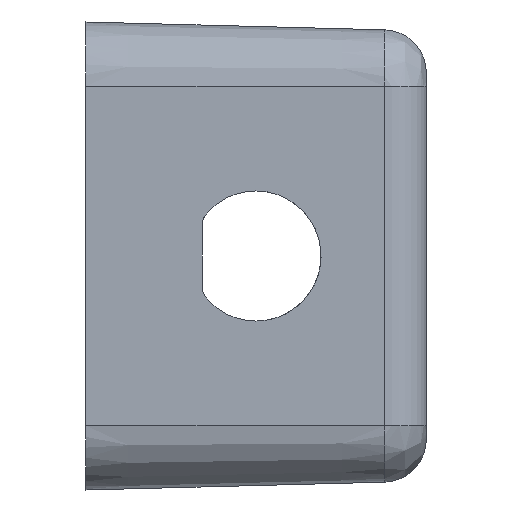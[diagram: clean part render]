
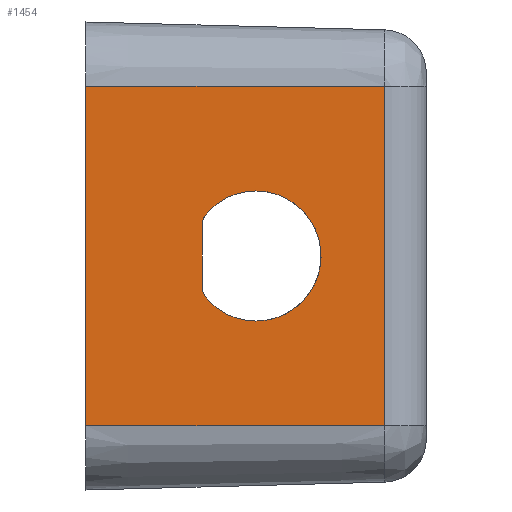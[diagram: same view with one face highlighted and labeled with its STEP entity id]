
A CAD part, left-side view. The second image highlights one B-rep face of the part: STEP entity #1454.
In plain terms, the highlighted planar face has unit normal (-1, -0.026, 0).
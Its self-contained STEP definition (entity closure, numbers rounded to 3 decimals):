
#66 = EDGE_CURVE ( 'NONE', #2349, #985, #2672, .T. ) ;
#124 = CARTESIAN_POINT ( 'NONE',  ( -44.222, -8.7, 2.413 ) ) ;
#148 = LINE ( 'NONE', #534, #644 ) ;
#167 = VERTEX_POINT ( 'NONE', #2417 ) ;
#195 = CARTESIAN_POINT ( 'NONE',  ( -44.222, -8.7, 2.413 ) ) ;
#242 = CARTESIAN_POINT ( 'NONE',  ( -44.117, -12.7, 4.85 ) ) ;
#258 = PLANE ( 'NONE',  #1732 ) ;
#262 = ORIENTED_EDGE ( 'NONE', *, *, #348, .T. ) ;
#274 = CARTESIAN_POINT ( 'NONE',  ( -44.117, -12.7, -4.85 ) ) ;
#277 = DIRECTION ( 'NONE',  ( 0.026, -1., 0. ) ) ;
#315 = ORIENTED_EDGE ( 'NONE', *, *, #2908, .F. ) ;
#321 = CARTESIAN_POINT ( 'NONE',  ( -44.222, -8.7, -2.413 ) ) ;
#323 = CARTESIAN_POINT ( 'NONE',  ( -44.45, 0., 12.65 ) ) ;
#348 = EDGE_CURVE ( 'NONE', #167, #1245, #738, .T. ) ;
#366 = DIRECTION ( 'NONE',  ( -0.026, 1., 0. ) ) ;
#386 = EDGE_CURVE ( 'NONE', #2344, #1562, #396, .T. ) ;
#389 = CARTESIAN_POINT ( 'NONE',  ( -44.45, 0., 12.65 ) ) ;
#396 =( BOUNDED_CURVE ( )  B_SPLINE_CURVE ( 3, ( #1148, #1098, #2502, #242 ),
 .UNSPECIFIED., .F., .F. ) 
 B_SPLINE_CURVE_WITH_KNOTS ( ( 4, 4 ),
 ( 0.677, 1.571 ),
 .UNSPECIFIED. ) 
 CURVE ( )  GEOMETRIC_REPRESENTATION_ITEM ( )  RATIONAL_B_SPLINE_CURVE ( ( 1., 0.935, 0.935, 1. ) ) 
 REPRESENTATION_ITEM ( '' )  );
#398 = EDGE_CURVE ( 'NONE', #985, #167, #148, .T. ) ;
#404 = DIRECTION ( 'NONE',  ( 0., 0., 1. ) ) ;
#435 = VECTOR ( 'NONE', #732, 1000. ) ;
#467 = CARTESIAN_POINT ( 'NONE',  ( -44.22, -8.776, -2.86 ) ) ;
#490 = ORIENTED_EDGE ( 'NONE', *, *, #2438, .T. ) ;
#497 = CARTESIAN_POINT ( 'NONE',  ( -44.117, -12.7, -4.85 ) ) ;
#527 = VERTEX_POINT ( 'NONE', #2360 ) ;
#534 = CARTESIAN_POINT ( 'NONE',  ( -44.45, 0., -12.65 ) ) ;
#626 = DIRECTION ( 'NONE',  ( -1., -0.026, 0. ) ) ;
#644 = VECTOR ( 'NONE', #2193, 1000. ) ;
#685 = CARTESIAN_POINT ( 'NONE',  ( -44.222, -8.7, -2.643 ) ) ;
#706 = ORIENTED_EDGE ( 'NONE', *, *, #1277, .T. ) ;
#710 = CARTESIAN_POINT ( 'NONE',  ( -43.863, -22.4, 4.85 ) ) ;
#714 = EDGE_CURVE ( 'NONE', #1744, #1982, #1037, .T. ) ;
#727 = ORIENTED_EDGE ( 'NONE', *, *, #386, .T. ) ;
#732 = DIRECTION ( 'NONE',  ( 0., 0., -1. ) ) ;
#738 = LINE ( 'NONE', #829, #2494 ) ;
#740 =( BOUNDED_CURVE ( )  B_SPLINE_CURVE ( 3, ( #1579, #710, #2653, #497 ),
 .UNSPECIFIED., .F., .F. ) 
 B_SPLINE_CURVE_WITH_KNOTS ( ( 4, 4 ),
 ( 1.571, 4.712 ),
 .UNSPECIFIED. ) 
 CURVE ( )  GEOMETRIC_REPRESENTATION_ITEM ( )  RATIONAL_B_SPLINE_CURVE ( ( 1., 0.333, 0.333, 1. ) ) 
 REPRESENTATION_ITEM ( '' )  );
#794 = ORIENTED_EDGE ( 'NONE', *, *, #66, .T. ) ;
#829 = CARTESIAN_POINT ( 'NONE',  ( -44.45, 0., -12.65 ) ) ;
#955 = VERTEX_POINT ( 'NONE', #195 ) ;
#985 = VERTEX_POINT ( 'NONE', #389 ) ;
#991 = ORIENTED_EDGE ( 'NONE', *, *, #2129, .T. ) ;
#1022 = CARTESIAN_POINT ( 'NONE',  ( -44.222, -8.7, 2.643 ) ) ;
#1037 =( BOUNDED_CURVE ( )  B_SPLINE_CURVE ( 3, ( #1070, #467, #685, #321 ),
 .UNSPECIFIED., .F., .F. ) 
 B_SPLINE_CURVE_WITH_KNOTS ( ( 4, 4 ),
 ( 5.606, 6.283 ),
 .UNSPECIFIED. ) 
 CURVE ( )  GEOMETRIC_REPRESENTATION_ITEM ( )  RATIONAL_B_SPLINE_CURVE ( ( 1., 0.962, 0.962, 1. ) ) 
 REPRESENTATION_ITEM ( '' )  );
#1060 = FACE_OUTER_BOUND ( 'NONE', #2431, .T. ) ;
#1070 = CARTESIAN_POINT ( 'NONE',  ( -44.216, -8.921, -3.04 ) ) ;
#1098 = CARTESIAN_POINT ( 'NONE',  ( -44.192, -9.858, 4.204 ) ) ;
#1148 = CARTESIAN_POINT ( 'NONE',  ( -44.216, -8.921, 3.04 ) ) ;
#1154 = CARTESIAN_POINT ( 'NONE',  ( -44.222, -8.7, -2.413 ) ) ;
#1245 = VERTEX_POINT ( 'NONE', #2828 ) ;
#1277 = EDGE_CURVE ( 'NONE', #1562, #527, #740, .T. ) ;
#1365 = CARTESIAN_POINT ( 'NONE',  ( -44.216, -8.921, 3.04 ) ) ;
#1418 = CARTESIAN_POINT ( 'NONE',  ( -44.157, -11.205, -4.85 ) ) ;
#1439 = VECTOR ( 'NONE', #366, 1000. ) ;
#1454 = ADVANCED_FACE ( 'NONE', ( #1060, #1503 ), #258, .T. ) ;
#1503 = FACE_BOUND ( 'NONE', #2395, .T. ) ;
#1562 = VERTEX_POINT ( 'NONE', #2264 ) ;
#1579 = CARTESIAN_POINT ( 'NONE',  ( -44.117, -12.7, 4.85 ) ) ;
#1691 = CARTESIAN_POINT ( 'NONE',  ( -43.866, -22.284, 12.65 ) ) ;
#1732 = AXIS2_PLACEMENT_3D ( 'NONE', #1909, #626, #2312 ) ;
#1744 = VERTEX_POINT ( 'NONE', #2569 ) ;
#1782 = CARTESIAN_POINT ( 'NONE',  ( -44.216, -8.921, 3.04 ) ) ;
#1784 = ORIENTED_EDGE ( 'NONE', *, *, #2843, .T. ) ;
#1908 = CARTESIAN_POINT ( 'NONE',  ( -44.222, -8.7, -12.65 ) ) ;
#1909 = CARTESIAN_POINT ( 'NONE',  ( -44.45, 0., -12.65 ) ) ;
#1982 = VERTEX_POINT ( 'NONE', #1154 ) ;
#2063 = LINE ( 'NONE', #2277, #435 ) ;
#2129 = EDGE_CURVE ( 'NONE', #1982, #955, #2616, .T. ) ;
#2190 = ORIENTED_EDGE ( 'NONE', *, *, #398, .T. ) ;
#2193 = DIRECTION ( 'NONE',  ( 0., 0., -1. ) ) ;
#2264 = CARTESIAN_POINT ( 'NONE',  ( -44.117, -12.7, 4.85 ) ) ;
#2273 = CARTESIAN_POINT ( 'NONE',  ( -44.22, -8.776, 2.86 ) ) ;
#2277 = CARTESIAN_POINT ( 'NONE',  ( -43.866, -22.284, -12.65 ) ) ;
#2312 = DIRECTION ( 'NONE',  ( 0.026, -1., 0. ) ) ;
#2344 = VERTEX_POINT ( 'NONE', #1782 ) ;
#2349 = VERTEX_POINT ( 'NONE', #1691 ) ;
#2360 = CARTESIAN_POINT ( 'NONE',  ( -44.117, -12.7, -4.85 ) ) ;
#2395 = EDGE_LOOP ( 'NONE', ( #727, #706, #490, #2544, #991, #1784 ) ) ;
#2417 = CARTESIAN_POINT ( 'NONE',  ( -44.45, 0., -12.65 ) ) ;
#2431 = EDGE_LOOP ( 'NONE', ( #794, #2190, #262, #315 ) ) ;
#2438 = EDGE_CURVE ( 'NONE', #527, #1744, #2649, .T. ) ;
#2494 = VECTOR ( 'NONE', #277, 1000. ) ;
#2502 = CARTESIAN_POINT ( 'NONE',  ( -44.157, -11.205, 4.85 ) ) ;
#2544 = ORIENTED_EDGE ( 'NONE', *, *, #714, .T. ) ;
#2569 = CARTESIAN_POINT ( 'NONE',  ( -44.216, -8.921, -3.04 ) ) ;
#2577 = CARTESIAN_POINT ( 'NONE',  ( -44.192, -9.858, -4.204 ) ) ;
#2616 = LINE ( 'NONE', #1908, #2888 ) ;
#2649 =( BOUNDED_CURVE ( )  B_SPLINE_CURVE ( 3, ( #274, #1418, #2577, #2674 ),
 .UNSPECIFIED., .F., .F. ) 
 B_SPLINE_CURVE_WITH_KNOTS ( ( 4, 4 ),
 ( 4.712, 5.606 ),
 .UNSPECIFIED. ) 
 CURVE ( )  GEOMETRIC_REPRESENTATION_ITEM ( )  RATIONAL_B_SPLINE_CURVE ( ( 1., 0.935, 0.935, 1. ) ) 
 REPRESENTATION_ITEM ( '' )  );
#2653 = CARTESIAN_POINT ( 'NONE',  ( -43.863, -22.4, -4.85 ) ) ;
#2672 = LINE ( 'NONE', #323, #1439 ) ;
#2674 = CARTESIAN_POINT ( 'NONE',  ( -44.216, -8.921, -3.04 ) ) ;
#2828 = CARTESIAN_POINT ( 'NONE',  ( -43.866, -22.284, -12.65 ) ) ;
#2843 = EDGE_CURVE ( 'NONE', #955, #2344, #2931, .T. ) ;
#2888 = VECTOR ( 'NONE', #404, 1000. ) ;
#2908 = EDGE_CURVE ( 'NONE', #2349, #1245, #2063, .T. ) ;
#2931 =( BOUNDED_CURVE ( )  B_SPLINE_CURVE ( 3, ( #124, #1022, #2273, #1365 ),
 .UNSPECIFIED., .F., .F. ) 
 B_SPLINE_CURVE_WITH_KNOTS ( ( 4, 4 ),
 ( 0., 0.677 ),
 .UNSPECIFIED. ) 
 CURVE ( )  GEOMETRIC_REPRESENTATION_ITEM ( )  RATIONAL_B_SPLINE_CURVE ( ( 1., 0.962, 0.962, 1. ) ) 
 REPRESENTATION_ITEM ( '' )  );
